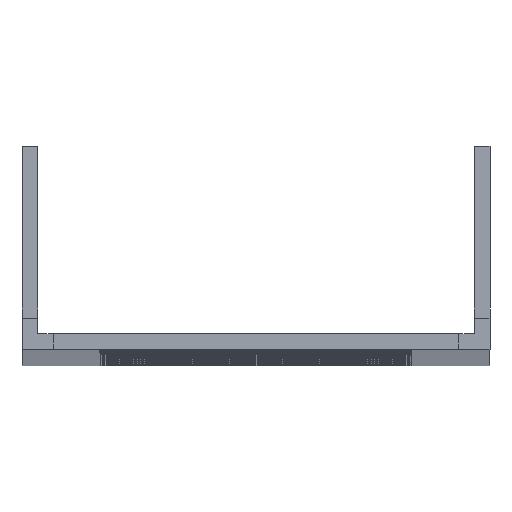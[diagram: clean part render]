
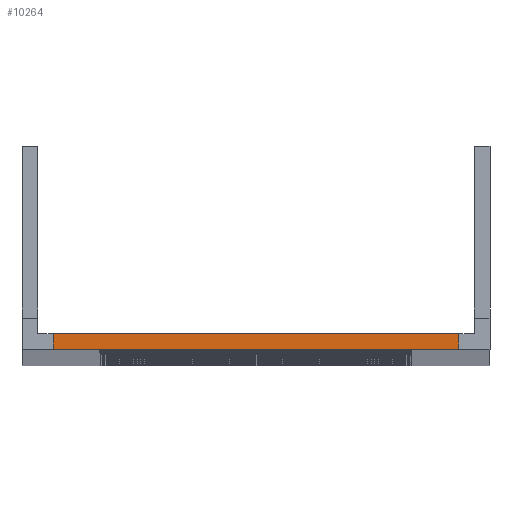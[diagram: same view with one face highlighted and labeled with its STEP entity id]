
A CAD part, top view. The second image highlights one B-rep face of the part: STEP entity #10264.
In plain terms, the highlighted planar face has unit normal (0, 0, 1).
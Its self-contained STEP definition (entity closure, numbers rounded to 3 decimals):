
#751=FACE_OUTER_BOUND('',#1297,.T.);
#1297=EDGE_LOOP('',(#7806,#7807,#7808,#7809));
#1929=LINE('',#14925,#3033);
#1940=LINE('',#14946,#3044);
#2185=LINE('',#15818,#3289);
#2398=LINE('',#16625,#3502);
#3033=VECTOR('',#11967,10.);
#3044=VECTOR('',#11980,10.);
#3289=VECTOR('',#12641,10.);
#3502=VECTOR('',#13258,10.);
#4058=VERTEX_POINT('',#14921);
#4060=VERTEX_POINT('',#14924);
#4069=VERTEX_POINT('',#14944);
#4488=VERTEX_POINT('',#15817);
#5129=EDGE_CURVE('',#4060,#4058,#1929,.T.);
#5140=EDGE_CURVE('',#4058,#4069,#1940,.T.);
#5577=EDGE_CURVE('',#4060,#4488,#2185,.T.);
#5982=EDGE_CURVE('',#4069,#4488,#2398,.T.);
#7806=ORIENTED_EDGE('',*,*,#5129,.T.);
#7807=ORIENTED_EDGE('',*,*,#5140,.T.);
#7808=ORIENTED_EDGE('',*,*,#5982,.T.);
#7809=ORIENTED_EDGE('',*,*,#5577,.F.);
#9459=PLANE('',#11169);
#10264=ADVANCED_FACE('',(#751),#9459,.T.);
#11169=AXIS2_PLACEMENT_3D('',#16634,#13270,#13271);
#11967=DIRECTION('',(0.,1.,0.));
#11980=DIRECTION('',(-1.,0.,0.));
#12641=DIRECTION('',(-1.,0.,0.));
#13258=DIRECTION('',(0.,-1.,0.));
#13270=DIRECTION('center_axis',(0.,0.,1.));
#13271=DIRECTION('ref_axis',(1.,0.,0.));
#14921=CARTESIAN_POINT('',(-4.,2.,0.));
#14924=CARTESIAN_POINT('',(-4.,0.,0.));
#14925=CARTESIAN_POINT('',(-4.,1.,0.));
#14944=CARTESIAN_POINT('',(-56.,2.,0.));
#14946=CARTESIAN_POINT('',(0.,2.,0.));
#15817=CARTESIAN_POINT('',(-56.,0.,0.));
#15818=CARTESIAN_POINT('',(0.,0.,0.));
#16625=CARTESIAN_POINT('',(-56.,1.,0.));
#16634=CARTESIAN_POINT('Origin',(-2.,4.,0.));
